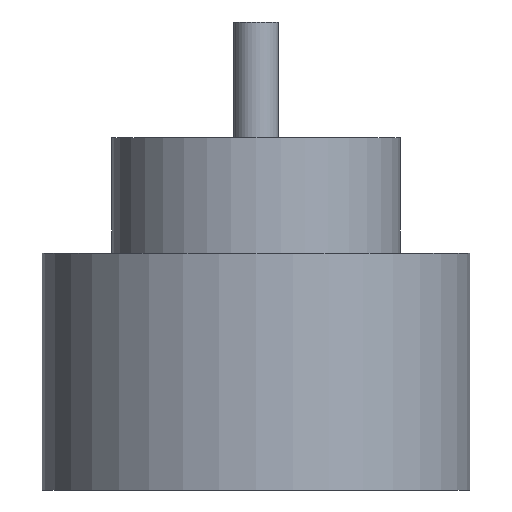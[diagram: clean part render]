
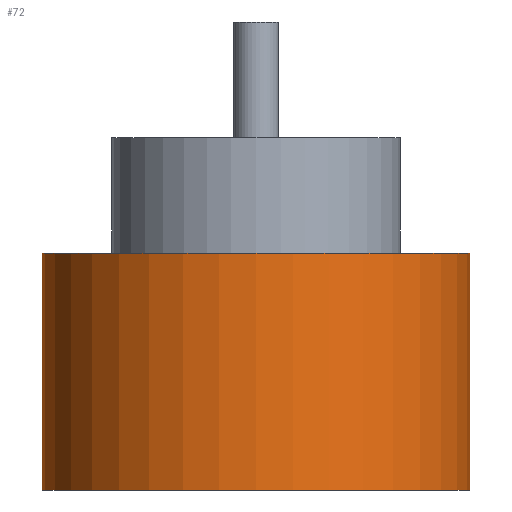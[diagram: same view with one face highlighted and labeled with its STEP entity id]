
A CAD part, front view. The second image highlights one B-rep face of the part: STEP entity #72.
In plain terms, the highlighted cylindrical face has radius 1.85 mm (diameter 3.7 mm), a partial arc.
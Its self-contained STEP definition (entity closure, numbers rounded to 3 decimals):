
#1 = ORIENTED_EDGE ( 'NONE', *, *, #66, .F. ) ;
#19 = CARTESIAN_POINT ( 'NONE',  ( 1.85, 0., 2.55 ) ) ;
#21 = CARTESIAN_POINT ( 'NONE',  ( -1.85, 0., 2.55 ) ) ;
#42 = ORIENTED_EDGE ( 'NONE', *, *, #187, .F. ) ;
#53 = VECTOR ( 'NONE', #797, 1000. ) ;
#66 = EDGE_CURVE ( 'NONE', #504, #663, #657, .T. ) ;
#72 = ADVANCED_FACE ( 'NONE', ( #846 ), #549, .T. ) ;
#86 = CARTESIAN_POINT ( 'NONE',  ( 0., 0., -0.5 ) ) ;
#98 = DIRECTION ( 'NONE',  ( 0., 0., 1. ) ) ;
#110 = DIRECTION ( 'NONE',  ( 1., 0., 0. ) ) ;
#111 = CARTESIAN_POINT ( 'NONE',  ( 0., 0., 1.55 ) ) ;
#112 = ORIENTED_EDGE ( 'NONE', *, *, #273, .T. ) ;
#153 = DIRECTION ( 'NONE',  ( 1., 0., 0. ) ) ;
#187 = EDGE_CURVE ( 'NONE', #663, #555, #231, .T. ) ;
#231 = LINE ( 'NONE', #19, #319 ) ;
#269 = LINE ( 'NONE', #21, #53 ) ;
#273 = EDGE_CURVE ( 'NONE', #431, #555, #761, .T. ) ;
#274 = DIRECTION ( 'NONE',  ( 0., 0., -1. ) ) ;
#313 = CARTESIAN_POINT ( 'NONE',  ( 1.85, 0., -0.5 ) ) ;
#319 = VECTOR ( 'NONE', #274, 1000. ) ;
#431 = VERTEX_POINT ( 'NONE', #510 ) ;
#504 = VERTEX_POINT ( 'NONE', #769 ) ;
#510 = CARTESIAN_POINT ( 'NONE',  ( -1.85, 0., -0.5 ) ) ;
#549 = CYLINDRICAL_SURFACE ( 'NONE', #802, 1.85 ) ;
#555 = VERTEX_POINT ( 'NONE', #313 ) ;
#589 = DIRECTION ( 'NONE',  ( -1., 0., 0. ) ) ;
#597 = EDGE_CURVE ( 'NONE', #504, #431, #269, .T. ) ;
#606 = AXIS2_PLACEMENT_3D ( 'NONE', #111, #654, #110 ) ;
#654 = DIRECTION ( 'NONE',  ( 0., 0., 1. ) ) ;
#657 = CIRCLE ( 'NONE', #606, 1.85 ) ;
#663 = VERTEX_POINT ( 'NONE', #800 ) ;
#671 = EDGE_LOOP ( 'NONE', ( #42, #1, #790, #112 ) ) ;
#711 = AXIS2_PLACEMENT_3D ( 'NONE', #86, #98, #153 ) ;
#716 = DIRECTION ( 'NONE',  ( 0., 0., -1. ) ) ;
#761 = CIRCLE ( 'NONE', #711, 1.85 ) ;
#769 = CARTESIAN_POINT ( 'NONE',  ( -1.85, 0., 1.55 ) ) ;
#774 = CARTESIAN_POINT ( 'NONE',  ( 0., 0., 2.55 ) ) ;
#790 = ORIENTED_EDGE ( 'NONE', *, *, #597, .T. ) ;
#797 = DIRECTION ( 'NONE',  ( 0., 0., -1. ) ) ;
#800 = CARTESIAN_POINT ( 'NONE',  ( 1.85, 0., 1.55 ) ) ;
#802 = AXIS2_PLACEMENT_3D ( 'NONE', #774, #716, #589 ) ;
#846 = FACE_OUTER_BOUND ( 'NONE', #671, .T. ) ;
